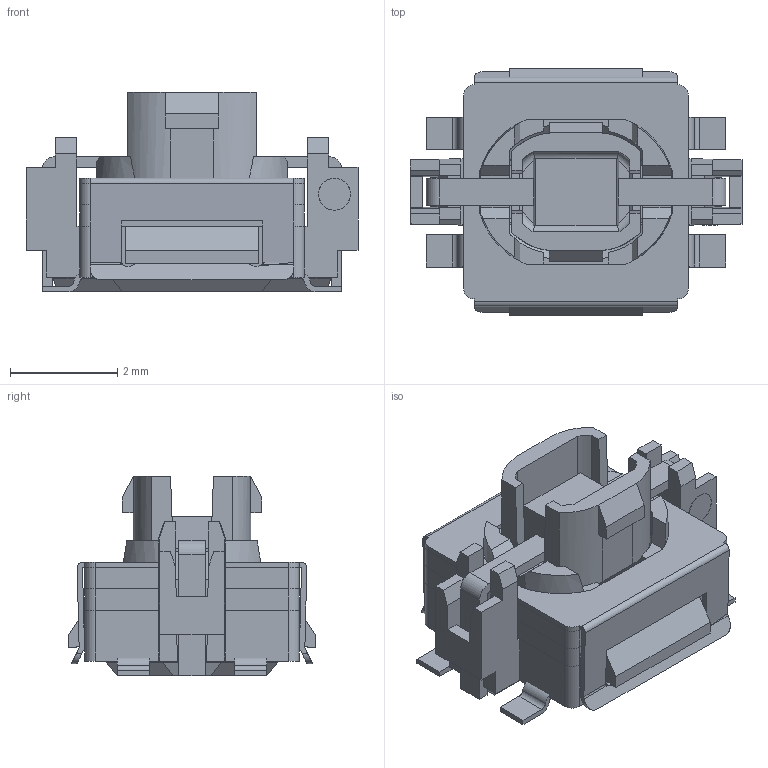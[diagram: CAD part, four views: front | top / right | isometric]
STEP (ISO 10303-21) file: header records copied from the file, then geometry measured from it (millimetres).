
FILE_DESCRIPTION((' '),'2;1');
FILE_NAME('TL6210AFxxxxQ.stp','2017-08-01T09:32:47',(' '),(' '),' ','ACIS',' ');
FILE_SCHEMA(('CONFIG_CONTROL_DESIGN'));
Length unit declared in the file: millimetre
Products named in the file (1): TL6210AFxxxxQ.stp
Bounding box: 6.2 x 4.6 x 3.72 mm (x, y, z)
Volume: 0 mm3; surface area: 316.5 mm2
Topology: 1 solids, 665 shells, 667 faces, 3511 edges, 3510 vertices
Faces by surface type: plane 420, cylinder 197, torus 18, cone 16, bspline 12, sphere 4
Full cylindrical faces by diameter (mm): 0.6 x1
Entity records: 46237 total; most frequent: CARTESIAN_POINT 9608, DIRECTION 5708, ORIENTED_EDGE 3512, VERTEX_POINT 3510, EDGE_CURVE 3510, VECTOR 2480, LINE 2480, AXIS2_PLACEMENT_3D 1614
